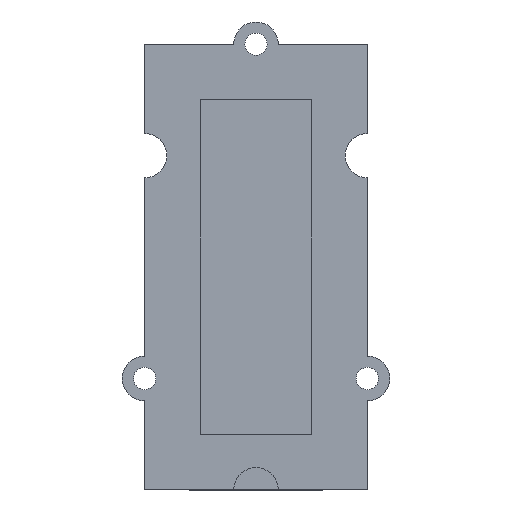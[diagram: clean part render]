
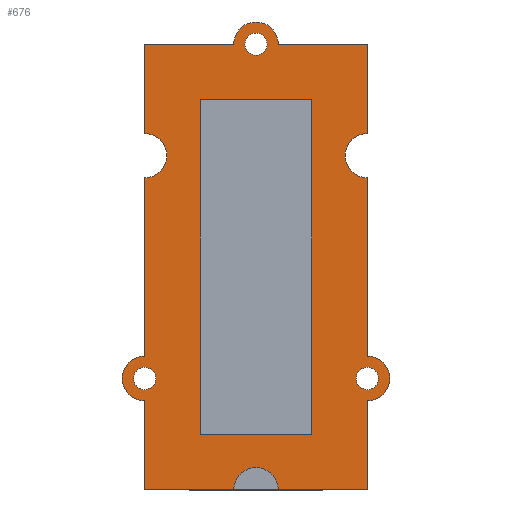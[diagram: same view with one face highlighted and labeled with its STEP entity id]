
A CAD part, top view. The second image highlights one B-rep face of the part: STEP entity #676.
In plain terms, the highlighted planar face has unit normal (0, 0, 1).
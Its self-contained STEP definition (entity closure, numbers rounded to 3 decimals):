
#20=FACE_BOUND('',#114,.T.);
#21=FACE_BOUND('',#115,.T.);
#22=FACE_BOUND('',#116,.T.);
#37=PLANE('',#748);
#75=FACE_OUTER_BOUND('',#113,.T.);
#113=EDGE_LOOP('',(#538,#539,#540,#541,#542,#543,#544,#545,#546,#547,#548,
#549,#550,#551,#552,#553));
#114=EDGE_LOOP('',(#554));
#115=EDGE_LOOP('',(#555));
#116=EDGE_LOOP('',(#556));
#144=LINE('',#982,#219);
#148=LINE('',#994,#223);
#151=LINE('',#1000,#226);
#155=LINE('',#1012,#230);
#158=LINE('',#1018,#233);
#162=LINE('',#1030,#237);
#166=LINE('',#1042,#241);
#169=LINE('',#1048,#244);
#173=LINE('',#1060,#248);
#176=LINE('',#1066,#251);
#219=VECTOR('',#794,10.);
#223=VECTOR('',#806,10.);
#226=VECTOR('',#811,10.);
#230=VECTOR('',#823,10.);
#233=VECTOR('',#828,10.);
#237=VECTOR('',#840,10.);
#241=VECTOR('',#852,10.);
#244=VECTOR('',#857,10.);
#248=VECTOR('',#869,10.);
#251=VECTOR('',#874,10.);
#289=CIRCLE('',#712,1.);
#291=CIRCLE('',#715,1.);
#293=CIRCLE('',#718,1.);
#296=CIRCLE('',#723,2.);
#298=CIRCLE('',#728,2.);
#300=CIRCLE('',#733,2.);
#302=CIRCLE('',#737,2.);
#304=CIRCLE('',#742,2.);
#306=CIRCLE('',#747,2.);
#307=VERTEX_POINT('',#958);
#309=VERTEX_POINT('',#964);
#311=VERTEX_POINT('',#970);
#315=VERTEX_POINT('',#979);
#316=VERTEX_POINT('',#981);
#318=VERTEX_POINT('',#987);
#320=VERTEX_POINT('',#993);
#322=VERTEX_POINT('',#999);
#324=VERTEX_POINT('',#1005);
#326=VERTEX_POINT('',#1011);
#328=VERTEX_POINT('',#1017);
#330=VERTEX_POINT('',#1023);
#332=VERTEX_POINT('',#1029);
#334=VERTEX_POINT('',#1035);
#336=VERTEX_POINT('',#1041);
#338=VERTEX_POINT('',#1047);
#340=VERTEX_POINT('',#1053);
#342=VERTEX_POINT('',#1059);
#344=VERTEX_POINT('',#1065);
#369=EDGE_CURVE('',#307,#307,#289,.T.);
#372=EDGE_CURVE('',#309,#309,#291,.T.);
#375=EDGE_CURVE('',#311,#311,#293,.T.);
#380=EDGE_CURVE('',#316,#315,#144,.T.);
#383=EDGE_CURVE('',#318,#316,#296,.T.);
#386=EDGE_CURVE('',#320,#318,#148,.T.);
#389=EDGE_CURVE('',#322,#320,#151,.T.);
#392=EDGE_CURVE('',#324,#322,#298,.T.);
#395=EDGE_CURVE('',#326,#324,#155,.T.);
#398=EDGE_CURVE('',#328,#326,#158,.T.);
#401=EDGE_CURVE('',#330,#328,#300,.T.);
#404=EDGE_CURVE('',#332,#330,#162,.T.);
#407=EDGE_CURVE('',#334,#332,#302,.T.);
#410=EDGE_CURVE('',#336,#334,#166,.T.);
#413=EDGE_CURVE('',#338,#336,#169,.T.);
#416=EDGE_CURVE('',#340,#338,#304,.T.);
#419=EDGE_CURVE('',#342,#340,#173,.T.);
#422=EDGE_CURVE('',#344,#342,#176,.T.);
#425=EDGE_CURVE('',#315,#344,#306,.T.);
#538=ORIENTED_EDGE('',*,*,#425,.T.);
#539=ORIENTED_EDGE('',*,*,#422,.T.);
#540=ORIENTED_EDGE('',*,*,#419,.T.);
#541=ORIENTED_EDGE('',*,*,#416,.T.);
#542=ORIENTED_EDGE('',*,*,#413,.T.);
#543=ORIENTED_EDGE('',*,*,#410,.T.);
#544=ORIENTED_EDGE('',*,*,#407,.T.);
#545=ORIENTED_EDGE('',*,*,#404,.T.);
#546=ORIENTED_EDGE('',*,*,#401,.T.);
#547=ORIENTED_EDGE('',*,*,#398,.T.);
#548=ORIENTED_EDGE('',*,*,#395,.T.);
#549=ORIENTED_EDGE('',*,*,#392,.T.);
#550=ORIENTED_EDGE('',*,*,#389,.T.);
#551=ORIENTED_EDGE('',*,*,#386,.T.);
#552=ORIENTED_EDGE('',*,*,#383,.T.);
#553=ORIENTED_EDGE('',*,*,#380,.T.);
#554=ORIENTED_EDGE('',*,*,#375,.T.);
#555=ORIENTED_EDGE('',*,*,#372,.T.);
#556=ORIENTED_EDGE('',*,*,#369,.T.);
#676=ADVANCED_FACE('',(#75,#20,#21,#22),#37,.T.);
#712=AXIS2_PLACEMENT_3D('',#959,#771,#772);
#715=AXIS2_PLACEMENT_3D('',#965,#778,#779);
#718=AXIS2_PLACEMENT_3D('',#971,#785,#786);
#723=AXIS2_PLACEMENT_3D('',#988,#800,#801);
#728=AXIS2_PLACEMENT_3D('',#1006,#817,#818);
#733=AXIS2_PLACEMENT_3D('',#1024,#834,#835);
#737=AXIS2_PLACEMENT_3D('',#1036,#846,#847);
#742=AXIS2_PLACEMENT_3D('',#1054,#863,#864);
#747=AXIS2_PLACEMENT_3D('',#1070,#880,#881);
#748=AXIS2_PLACEMENT_3D('',#1071,#882,#883);
#771=DIRECTION('center_axis',(0.,0.,-1.));
#772=DIRECTION('ref_axis',(1.,0.,0.));
#778=DIRECTION('center_axis',(0.,0.,-1.));
#779=DIRECTION('ref_axis',(1.,0.,0.));
#785=DIRECTION('center_axis',(0.,0.,-1.));
#786=DIRECTION('ref_axis',(1.,0.,0.));
#794=DIRECTION('',(0.,-1.,0.));
#800=DIRECTION('center_axis',(0.,0.,-1.));
#801=DIRECTION('ref_axis',(1.,0.,0.));
#806=DIRECTION('',(0.,-1.,0.));
#811=DIRECTION('',(-1.,0.,0.));
#817=DIRECTION('center_axis',(0.,0.,1.));
#818=DIRECTION('ref_axis',(1.,0.,0.));
#823=DIRECTION('',(-1.,0.,0.));
#828=DIRECTION('',(0.,1.,0.));
#834=DIRECTION('center_axis',(0.,0.,-1.));
#835=DIRECTION('ref_axis',(1.,0.,0.));
#840=DIRECTION('',(0.,1.,0.));
#846=DIRECTION('center_axis',(0.,0.,1.));
#847=DIRECTION('ref_axis',(1.,0.,0.));
#852=DIRECTION('',(0.,1.,0.));
#857=DIRECTION('',(1.,0.,0.));
#863=DIRECTION('center_axis',(0.,0.,-1.));
#864=DIRECTION('ref_axis',(1.,0.,0.));
#869=DIRECTION('',(1.,0.,0.));
#874=DIRECTION('',(0.,-1.,0.));
#880=DIRECTION('center_axis',(0.,0.,1.));
#881=DIRECTION('ref_axis',(1.,0.,0.));
#882=DIRECTION('center_axis',(0.,0.,1.));
#883=DIRECTION('ref_axis',(1.,0.,0.));
#958=CARTESIAN_POINT('',(-11.,-10.,1.6));
#959=CARTESIAN_POINT('Origin',(-10.,-10.,1.6));
#964=CARTESIAN_POINT('',(-1.,20.,1.6));
#965=CARTESIAN_POINT('Origin',(0.,20.,1.6));
#970=CARTESIAN_POINT('',(9.,-10.,1.6));
#971=CARTESIAN_POINT('Origin',(10.,-10.,1.6));
#979=CARTESIAN_POINT('',(-10.,-8.,1.6));
#981=CARTESIAN_POINT('',(-10.,8.,1.6));
#982=CARTESIAN_POINT('',(-10.,-20.,1.6));
#987=CARTESIAN_POINT('',(-10.,12.,1.6));
#988=CARTESIAN_POINT('Origin',(-10.,10.,1.6));
#993=CARTESIAN_POINT('',(-10.,20.,1.6));
#994=CARTESIAN_POINT('',(-10.,-20.,1.6));
#999=CARTESIAN_POINT('',(-2.,20.,1.6));
#1000=CARTESIAN_POINT('',(-10.,20.,1.6));
#1005=CARTESIAN_POINT('',(2.,20.,1.6));
#1006=CARTESIAN_POINT('Origin',(0.,20.,1.6));
#1011=CARTESIAN_POINT('',(10.,20.,1.6));
#1012=CARTESIAN_POINT('',(-10.,20.,1.6));
#1017=CARTESIAN_POINT('',(10.,12.,1.6));
#1018=CARTESIAN_POINT('',(10.,20.,1.6));
#1023=CARTESIAN_POINT('',(10.,8.,1.6));
#1024=CARTESIAN_POINT('Origin',(10.,10.,1.6));
#1029=CARTESIAN_POINT('',(10.,-8.,1.6));
#1030=CARTESIAN_POINT('',(10.,20.,1.6));
#1035=CARTESIAN_POINT('',(10.,-12.,1.6));
#1036=CARTESIAN_POINT('Origin',(10.,-10.,1.6));
#1041=CARTESIAN_POINT('',(10.,-20.,1.6));
#1042=CARTESIAN_POINT('',(10.,20.,1.6));
#1047=CARTESIAN_POINT('',(2.,-20.,1.6));
#1048=CARTESIAN_POINT('',(10.,-20.,1.6));
#1053=CARTESIAN_POINT('',(-2.,-20.,1.6));
#1054=CARTESIAN_POINT('Origin',(0.,-20.,1.6));
#1059=CARTESIAN_POINT('',(-10.,-20.,1.6));
#1060=CARTESIAN_POINT('',(10.,-20.,1.6));
#1065=CARTESIAN_POINT('',(-10.,-12.,1.6));
#1066=CARTESIAN_POINT('',(-10.,-20.,1.6));
#1070=CARTESIAN_POINT('Origin',(-10.,-10.,1.6));
#1071=CARTESIAN_POINT('Origin',(0.,1.,1.6));
